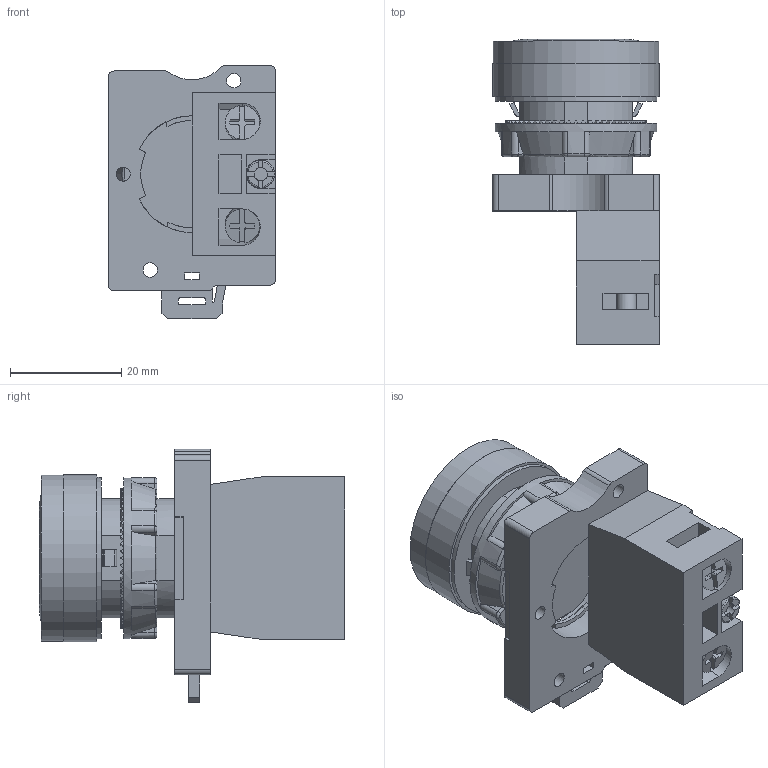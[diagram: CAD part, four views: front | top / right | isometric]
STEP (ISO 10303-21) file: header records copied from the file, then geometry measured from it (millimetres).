
FILE_DESCRIPTION(('STEP AP203'), '1');
FILE_NAME('MTB2-EAZ111', '2024-09-04T08:43:52', (''), (''), 'C3D Converter', 'C3D Toolkit', '');
FILE_SCHEMA(('CONFIG_CONTROL_DESIGN'));
Length unit declared in the file: millimetre
Bounding box: 30 x 54.8 x 45.5 mm (x, y, z)
Volume: 27509.7 mm3; surface area: 13464.1 mm2
Topology: 1 solids, 1 shells, 733 faces, 2030 edges, 1316 vertices
Faces by surface type: plane 254, cylinder 252, bspline 184, torus 32, cone 10, sphere 1
Full cylindrical faces by diameter (mm): 2.4 x1, 2.5 x6, 2.6 x2, 3 x1, 3.3 x4, 3.5 x2, 5 x1, 6.2 x2, 24.9 x1, 25.2 x1, 29 x2, 29.8 x1, 30 x1
Entity records: 35005 total; most frequent: CARTESIAN_POINT 11613, ORIENTED_EDGE 3994, DIRECTION 3125, EDGE_CURVE 1997, VERTEX_POINT 1315, AXIS2_PLACEMENT_3D 1148, LINE 829, VECTOR 829
